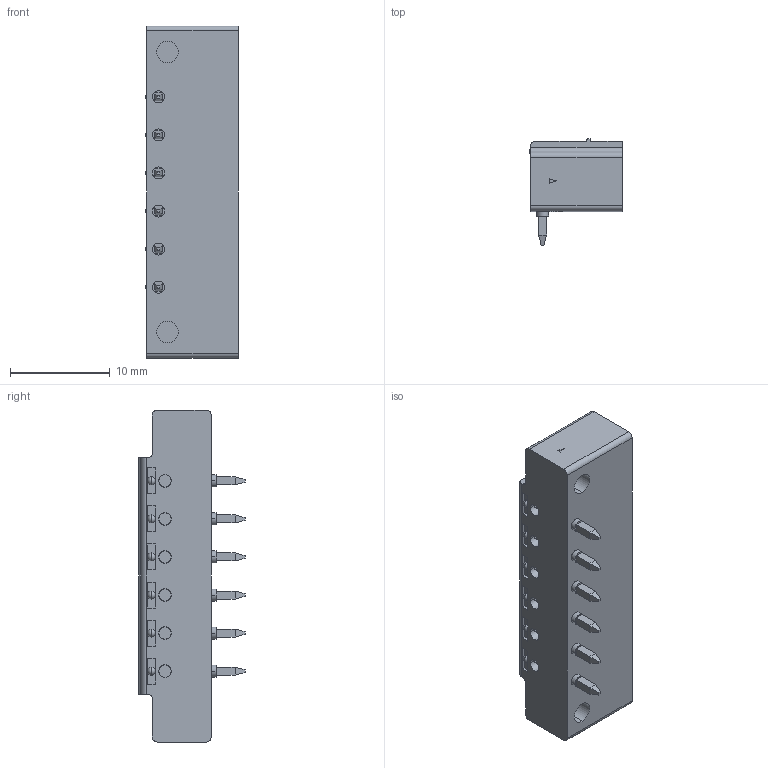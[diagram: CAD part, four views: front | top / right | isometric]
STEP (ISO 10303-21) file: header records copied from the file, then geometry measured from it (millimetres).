
FILE_DESCRIPTION(('SolidDesigner STEP Export'),'2;1');
FILE_NAME('mc_1.5-6-gf-3.81.stp','2008-05-05T10:46:11',(''),(''),'OneSpace Designer STEP processor for AP214 (Solid Model)','OneSpace Designer 14.50 18-Oct-2006 (C) CoCreate Software GmbH','');
FILE_SCHEMA(('AUTOMOTIVE_DESIGN { 1 0 10303 214 1 1 1 1 }'));
Length unit declared in the file: millimetre
Products named in the file (1): mc_1.5-6-gf-3.81
Bounding box: 9.3 x 10.65 x 33.25 mm (x, y, z)
Volume: 1308.1 mm3; surface area: 2466.6 mm2
Topology: 1 solids, 1 shells, 514 faces, 1253 edges, 782 vertices
Faces by surface type: plane 366, cylinder 124, cone 12, sphere 12
Entity records: 21959 total; most frequent: CARTESIAN_POINT 6376, ORIENTED_EDGE 2482, DIRECTION 2169, EDGE_CURVE 1241, VECTOR 883, LINE 883, VERTEX_POINT 782, AXIS2_PLACEMENT_3D 643
